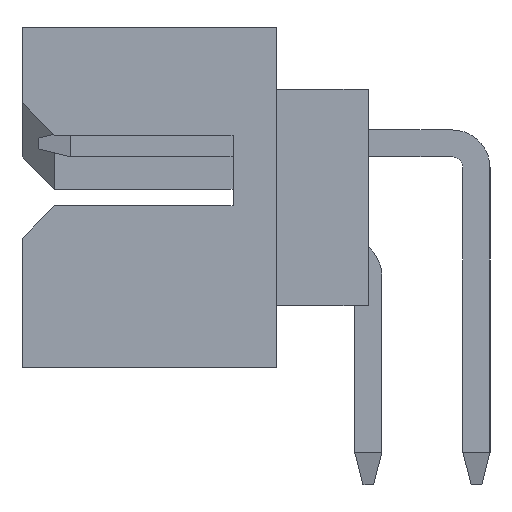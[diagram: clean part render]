
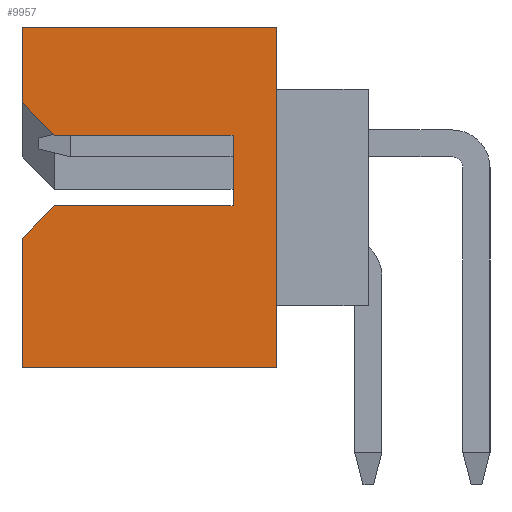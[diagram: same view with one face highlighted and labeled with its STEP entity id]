
A CAD part, left-side view. The second image highlights one B-rep face of the part: STEP entity #9957.
In plain terms, the highlighted planar face has unit normal (-1, 0, 0).
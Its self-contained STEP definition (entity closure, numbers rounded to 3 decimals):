
#1=DIRECTION('',(0.,-1.,0.));
#2=VECTOR('',#1,4.7);
#3=CARTESIAN_POINT('',(-13.325,3.2,-3.15));
#4=LINE('',#3,#2);
#17=DIRECTION('',(0.,0.707,-0.707));
#18=VECTOR('',#17,0.849);
#19=CARTESIAN_POINT('',(-13.325,2.6,-0.15));
#20=LINE('',#19,#18);
#21=DIRECTION('',(0.,-1.,0.));
#22=VECTOR('',#21,3.3);
#23=CARTESIAN_POINT('',(-13.325,2.6,-0.15));
#24=LINE('',#23,#22);
#25=DIRECTION('',(0.,0.,-1.));
#26=VECTOR('',#25,1.3);
#27=CARTESIAN_POINT('',(-13.325,-0.7,1.15));
#28=LINE('',#27,#26);
#29=DIRECTION('',(0.,-1.,0.));
#30=VECTOR('',#29,3.3);
#31=CARTESIAN_POINT('',(-13.325,2.6,1.15));
#32=LINE('',#31,#30);
#33=DIRECTION('',(0.,-0.707,-0.707));
#34=VECTOR('',#33,0.849);
#35=CARTESIAN_POINT('',(-13.325,3.2,1.75));
#36=LINE('',#35,#34);
#37=DIRECTION('',(0.,0.,1.));
#38=VECTOR('',#37,1.4);
#39=CARTESIAN_POINT('',(-13.325,3.2,1.75));
#40=LINE('',#39,#38);
#41=DIRECTION('',(0.,0.,1.));
#42=VECTOR('',#41,6.3);
#43=CARTESIAN_POINT('',(-13.325,-1.5,-3.15));
#44=LINE('',#43,#42);
#45=DIRECTION('',(0.,0.,1.));
#46=VECTOR('',#45,2.4);
#47=CARTESIAN_POINT('',(-13.325,3.2,-3.15));
#48=LINE('',#47,#46);
#6831=DIRECTION('',(0.,-1.,0.));
#6832=VECTOR('',#6831,4.7);
#6833=CARTESIAN_POINT('',(-13.325,3.2,3.15));
#6834=LINE('',#6833,#6832);
#7564=CARTESIAN_POINT('',(-13.325,3.2,-3.15));
#7566=VERTEX_POINT('',#7564);
#7583=CARTESIAN_POINT('',(-13.325,-1.5,-3.15));
#7584=VERTEX_POINT('',#7583);
#7587=CARTESIAN_POINT('',(-13.325,3.2,3.15));
#7588=CARTESIAN_POINT('',(-13.325,-1.5,3.15));
#7589=VERTEX_POINT('',#7587);
#7590=VERTEX_POINT('',#7588);
#7647=CARTESIAN_POINT('',(-13.325,-0.7,1.15));
#7648=CARTESIAN_POINT('',(-13.325,-0.7,-0.15));
#7649=VERTEX_POINT('',#7647);
#7650=VERTEX_POINT('',#7648);
#7971=CARTESIAN_POINT('',(-13.325,2.6,-0.15));
#7972=CARTESIAN_POINT('',(-13.325,3.2,-0.75));
#7973=VERTEX_POINT('',#7971);
#7974=VERTEX_POINT('',#7972);
#8015=CARTESIAN_POINT('',(-13.325,3.2,1.75));
#8016=CARTESIAN_POINT('',(-13.325,2.6,1.15));
#8017=VERTEX_POINT('',#8015);
#8018=VERTEX_POINT('',#8016);
#9931=CARTESIAN_POINT('',(-13.325,3.2,-3.15));
#9932=DIRECTION('',(-1.,0.,0.));
#9933=DIRECTION('',(0.,-1.,0.));
#9934=AXIS2_PLACEMENT_3D('',#9931,#9932,#9933);
#9935=PLANE('',#9934);
#9937=ORIENTED_EDGE('',*,*,#9936,.F.);
#9939=ORIENTED_EDGE('',*,*,#9938,.T.);
#9941=ORIENTED_EDGE('',*,*,#9940,.F.);
#9943=ORIENTED_EDGE('',*,*,#9942,.F.);
#9945=ORIENTED_EDGE('',*,*,#9944,.F.);
#9947=ORIENTED_EDGE('',*,*,#9946,.T.);
#9949=ORIENTED_EDGE('',*,*,#9948,.T.);
#9951=ORIENTED_EDGE('',*,*,#9950,.F.);
#9952=ORIENTED_EDGE('',*,*,#9920,.F.);
#9954=ORIENTED_EDGE('',*,*,#9953,.T.);
#9955=EDGE_LOOP('',(#9937,#9939,#9941,#9943,#9945,#9947,#9949,#9951,#9952,
#9954));
#9956=FACE_OUTER_BOUND('',#9955,.F.);
#9957=ADVANCED_FACE('',(#9956),#9935,.T.);
#9920=EDGE_CURVE('',#7566,#7584,#4,.T.);
#9936=EDGE_CURVE('',#7973,#7974,#20,.T.);
#9938=EDGE_CURVE('',#7973,#7650,#24,.T.);
#9940=EDGE_CURVE('',#7649,#7650,#28,.T.);
#9942=EDGE_CURVE('',#8018,#7649,#32,.T.);
#9944=EDGE_CURVE('',#8017,#8018,#36,.T.);
#9946=EDGE_CURVE('',#8017,#7589,#40,.T.);
#9948=EDGE_CURVE('',#7589,#7590,#6834,.T.);
#9950=EDGE_CURVE('',#7584,#7590,#44,.T.);
#9953=EDGE_CURVE('',#7566,#7974,#48,.T.);
